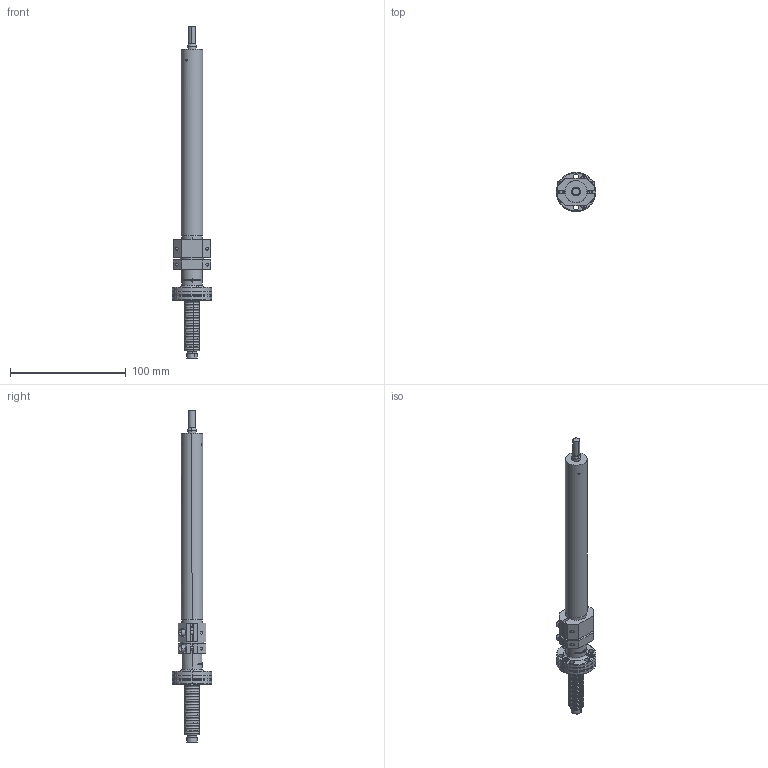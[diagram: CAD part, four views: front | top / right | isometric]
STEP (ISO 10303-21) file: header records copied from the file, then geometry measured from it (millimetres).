
FILE_DESCRIPTION (( 'STEP AP214' ), '1' );
FILE_NAME ('420MZF016-010-m.stp', '2017-03-16T08:26:09', ( '' ), ( '' ), 'SwSTEP 2.0', 'SolidWorks 2015', '' );
FILE_SCHEMA (( 'AUTOMOTIVE_DESIGN' ));
Length unit declared in the file: millimetre
Products named in the file (1): 420MZF016-010-m
Bounding box: 34 x 34 x 287 mm (x, y, z)
Volume: 76525.1 mm3; surface area: 39587.6 mm2
Topology: 11 solids, 12 shells, 1525 faces, 3498 edges, 2024 vertices
Faces by surface type: torus 427, cone 369, plane 357, cylinder 239, bspline 133
Entity records: 129356 total; most frequent: CARTESIAN_POINT 78563, DIRECTION 7488, ORIENTED_EDGE 6948, EDGE_CURVE 3474, AXIS2_PLACEMENT_3D 3182, VERTEX_POINT 2024, CIRCLE 1789, EDGE_LOOP 1670
